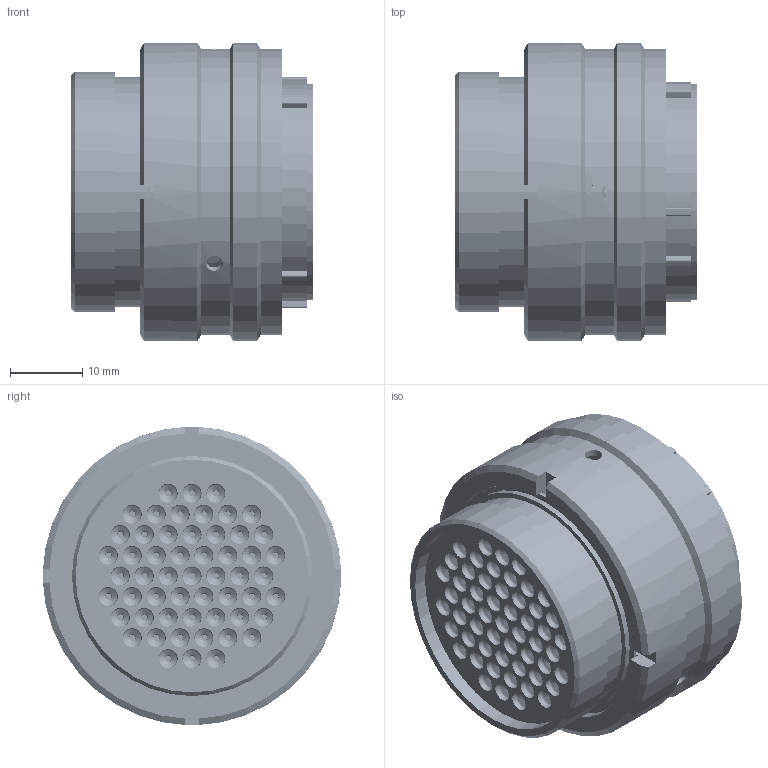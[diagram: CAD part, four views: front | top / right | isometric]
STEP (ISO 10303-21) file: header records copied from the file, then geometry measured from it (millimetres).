
FILE_DESCRIPTION (( 'STEP AP214' ), '1' );
FILE_NAME ('AS622-55SC.STEP', '2019-04-04T09:29:07', ( '' ), ( '' ), 'SwSTEP 2.0', 'SolidWorks 2016', '' );
FILE_SCHEMA (( 'AUTOMOTIVE_DESIGN' ));
Length unit declared in the file: millimetre
Products named in the file (1): AS622-55SC
Bounding box: 33.37 x 41.2 x 41.2 mm (x, y, z)
Volume: 25641.4 mm3; surface area: 30403.1 mm2
Topology: 8 solids, 8 shells, 3030 faces, 7133 edges, 4241 vertices
Faces by surface type: torus 884, cylinder 832, plane 739, cone 562, bspline 9, sphere 4
Entity records: 128195 total; most frequent: CARTESIAN_POINT 26315, DIRECTION 14891, ORIENTED_EDGE 14246, EDGE_CURVE 7123, AXIS2_PLACEMENT_3D 6520, VERTEX_POINT 4235, CIRCLE 3500, EDGE_LOOP 3386
